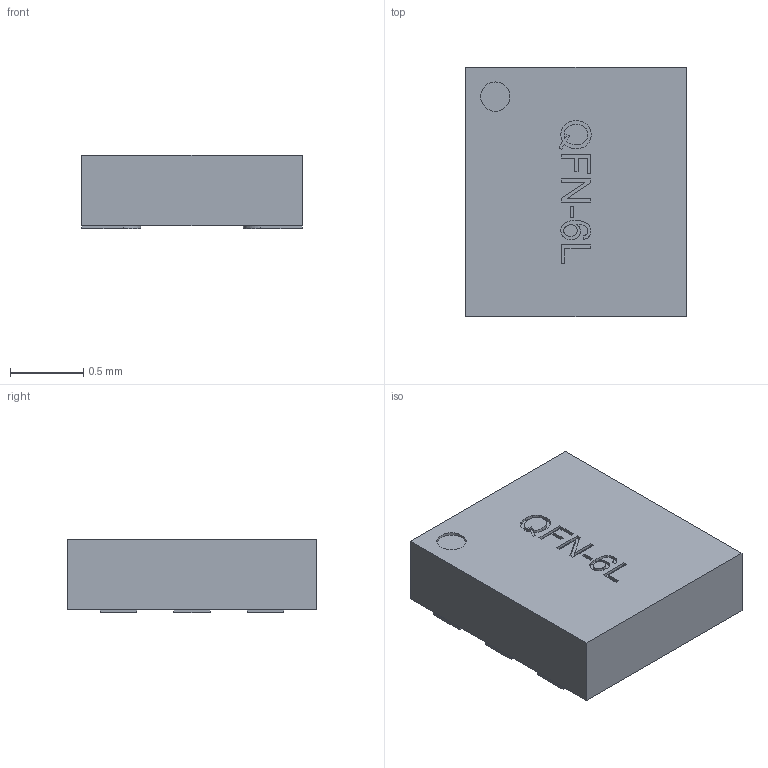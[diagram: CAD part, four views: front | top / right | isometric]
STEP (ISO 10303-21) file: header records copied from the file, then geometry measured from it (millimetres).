
FILE_DESCRIPTION(/* description */ (''),/* implementation_level */ '2;1');
FILE_NAME(/* name */ 'QFN-6L.step',/* time_stamp */ '2021-05-25T15:15:00+01:00',/* author */ (''),/* organization */ (''),/* preprocessor_version */ 'ST-DEVELOPER v18.1',/* originating_system */ 'Autodesk Translation Framework v10.6.0.1341',/* authorisation */ '');
FILE_SCHEMA (('AUTOMOTIVE_DESIGN { 1 0 10303 214 3 1 1 }'));
Length unit declared in the file: millimetre
Products named in the file (1): QFN-6L
Bounding box: 1.5 x 1.7 x 0.5 mm (x, y, z)
Volume: 1.2 mm3; surface area: 9.6 mm2
Topology: 7 solids, 7 shells, 149 faces, 378 edges, 252 vertices
Faces by surface type: plane 84, bspline 52, cylinder 13
Full cylindrical faces by diameter (mm): 0.2 x1
Entity records: 4577 total; most frequent: CARTESIAN_POINT 1248, ORIENTED_EDGE 756, DIRECTION 496, EDGE_CURVE 378, VERTEX_POINT 252, LINE 248, VECTOR 248, EDGE_LOOP 158
